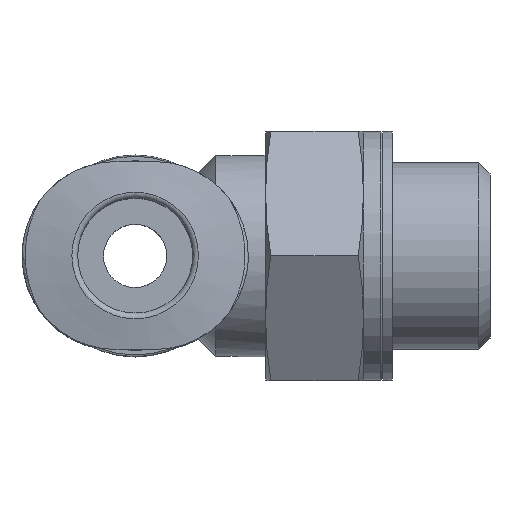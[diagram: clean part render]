
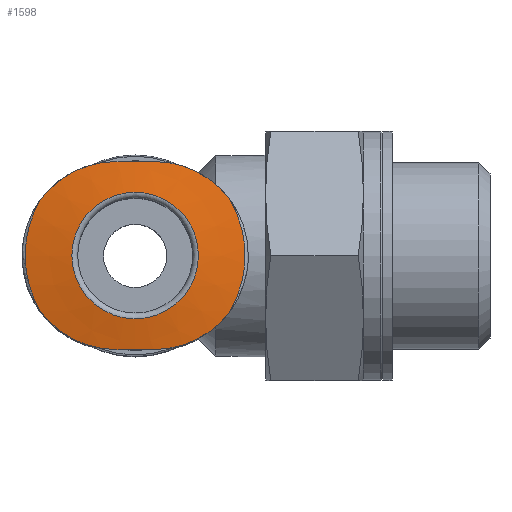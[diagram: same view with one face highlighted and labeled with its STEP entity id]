
A CAD part, top view. The second image highlights one B-rep face of the part: STEP entity #1598.
In plain terms, the highlighted conical face has half-angle 80 degrees and reference radius 3.3 mm.
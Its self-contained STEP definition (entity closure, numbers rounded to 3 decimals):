
#110=B_SPLINE_CURVE_WITH_KNOTS('',3,(#2329,#2330,#2331,#2332),
 .UNSPECIFIED.,.F.,.F.,(4,4),(0.002,0.004),
 .UNSPECIFIED.);
#111=B_SPLINE_CURVE_WITH_KNOTS('',3,(#2338,#2339,#2340,#2341),
 .UNSPECIFIED.,.F.,.F.,(4,4),(0.,0.005),
 .UNSPECIFIED.);
#114=B_SPLINE_CURVE_WITH_KNOTS('',3,(#2353,#2354,#2355,#2356),
 .UNSPECIFIED.,.F.,.F.,(4,4),(0.,0.005),
 .UNSPECIFIED.);
#115=B_SPLINE_CURVE_WITH_KNOTS('',3,(#2360,#2361,#2362,#2363),
 .UNSPECIFIED.,.F.,.F.,(4,4),(0.002,0.004),
 .UNSPECIFIED.);
#116=B_SPLINE_CURVE_WITH_KNOTS('',3,(#2367,#2368,#2369,#2370),
 .UNSPECIFIED.,.F.,.F.,(4,4),(0.,0.005),
 .UNSPECIFIED.);
#119=B_SPLINE_CURVE_WITH_KNOTS('',3,(#2382,#2383,#2384,#2385),
 .UNSPECIFIED.,.F.,.F.,(4,4),(0.,0.005),
 .UNSPECIFIED.);
#154=CONICAL_SURFACE('',#1720,3.3,1.396);
#290=ORIENTED_EDGE('',*,*,#533,.F.);
#291=ORIENTED_EDGE('',*,*,#530,.F.);
#292=ORIENTED_EDGE('',*,*,#543,.F.);
#293=ORIENTED_EDGE('',*,*,#545,.F.);
#294=ORIENTED_EDGE('',*,*,#540,.F.);
#295=ORIENTED_EDGE('',*,*,#538,.F.);
#296=ORIENTED_EDGE('',*,*,#536,.F.);
#297=ORIENTED_EDGE('',*,*,#544,.F.);
#298=ORIENTED_EDGE('',*,*,#546,.T.);
#530=EDGE_CURVE('',#664,#665,#110,.T.);
#533=EDGE_CURVE('',#665,#666,#111,.T.);
#536=EDGE_CURVE('',#668,#669,#114,.T.);
#538=EDGE_CURVE('',#669,#670,#115,.T.);
#540=EDGE_CURVE('',#670,#671,#116,.T.);
#543=EDGE_CURVE('',#673,#664,#119,.T.);
#544=EDGE_CURVE('',#666,#668,#744,.T.);
#545=EDGE_CURVE('',#671,#673,#745,.T.);
#546=EDGE_CURVE('',#674,#674,#746,.T.);
#664=VERTEX_POINT('',#2333);
#665=VERTEX_POINT('',#2334);
#666=VERTEX_POINT('',#2342);
#668=VERTEX_POINT('',#2352);
#669=VERTEX_POINT('',#2357);
#670=VERTEX_POINT('',#2364);
#671=VERTEX_POINT('',#2371);
#673=VERTEX_POINT('',#2381);
#674=VERTEX_POINT('',#2392);
#744=CIRCLE('',#1717,5.735);
#745=CIRCLE('',#1719,5.735);
#746=CIRCLE('',#1721,3.3);
#828=EDGE_LOOP('',(#290,#291,#292,#293,#294,#295,#296,#297));
#829=EDGE_LOOP('',(#298));
#944=FACE_BOUND('',#828,.T.);
#945=FACE_BOUND('',#829,.T.);
#1598=ADVANCED_FACE('',(#944,#945),#154,.T.);
#1717=AXIS2_PLACEMENT_3D('',#2387,#1945,#1946);
#1719=AXIS2_PLACEMENT_3D('',#2389,#1949,#1950);
#1720=AXIS2_PLACEMENT_3D('',#2390,#1951,#1952);
#1721=AXIS2_PLACEMENT_3D('',#2391,#1953,#1954);
#1945=DIRECTION('',(0.,0.,-1.));
#1946=DIRECTION('',(-1.,0.,0.));
#1949=DIRECTION('',(0.,0.,-1.));
#1950=DIRECTION('',(-1.,0.,0.));
#1951=DIRECTION('',(0.,0.,-1.));
#1952=DIRECTION('',(-1.,0.,0.));
#1953=DIRECTION('',(0.,0.,-1.));
#1954=DIRECTION('',(-1.,0.,0.));
#2329=CARTESIAN_POINT('',(-1.,4.9,13.9));
#2330=CARTESIAN_POINT('',(-0.333,4.9,13.924));
#2331=CARTESIAN_POINT('',(0.333,4.9,13.924));
#2332=CARTESIAN_POINT('',(1.,4.9,13.9));
#2333=CARTESIAN_POINT('',(-1.,4.9,13.9));
#2334=CARTESIAN_POINT('',(1.,4.9,13.9));
#2338=CARTESIAN_POINT('',(1.,4.9,13.9));
#2339=CARTESIAN_POINT('',(2.538,4.9,13.846));
#2340=CARTESIAN_POINT('',(4.024,4.151,13.799));
#2341=CARTESIAN_POINT('',(4.939,2.915,13.771));
#2342=CARTESIAN_POINT('',(4.939,2.915,13.771));
#2352=CARTESIAN_POINT('',(4.939,-2.915,13.771));
#2353=CARTESIAN_POINT('',(4.939,-2.915,13.771));
#2354=CARTESIAN_POINT('',(4.024,-4.151,13.799));
#2355=CARTESIAN_POINT('',(2.537,-4.9,13.846));
#2356=CARTESIAN_POINT('',(1.,-4.9,13.9));
#2357=CARTESIAN_POINT('',(1.,-4.9,13.9));
#2360=CARTESIAN_POINT('',(1.,-4.9,13.9));
#2361=CARTESIAN_POINT('',(0.333,-4.9,13.924));
#2362=CARTESIAN_POINT('',(-0.333,-4.9,13.924));
#2363=CARTESIAN_POINT('',(-1.,-4.9,13.9));
#2364=CARTESIAN_POINT('',(-1.,-4.9,13.9));
#2367=CARTESIAN_POINT('',(-1.,-4.9,13.9));
#2368=CARTESIAN_POINT('',(-2.538,-4.9,13.846));
#2369=CARTESIAN_POINT('',(-4.024,-4.151,13.799));
#2370=CARTESIAN_POINT('',(-4.939,-2.915,13.771));
#2371=CARTESIAN_POINT('',(-4.939,-2.915,13.771));
#2381=CARTESIAN_POINT('',(-4.939,2.915,13.771));
#2382=CARTESIAN_POINT('',(-4.939,2.915,13.771));
#2383=CARTESIAN_POINT('',(-4.024,4.151,13.799));
#2384=CARTESIAN_POINT('',(-2.537,4.9,13.846));
#2385=CARTESIAN_POINT('',(-1.,4.9,13.9));
#2387=CARTESIAN_POINT('',(0.,0.,13.771));
#2389=CARTESIAN_POINT('',(0.,0.,13.771));
#2390=CARTESIAN_POINT('',(0.,0.,14.2));
#2391=CARTESIAN_POINT('',(0.,0.,14.2));
#2392=CARTESIAN_POINT('',(-3.3,0.,14.2));
